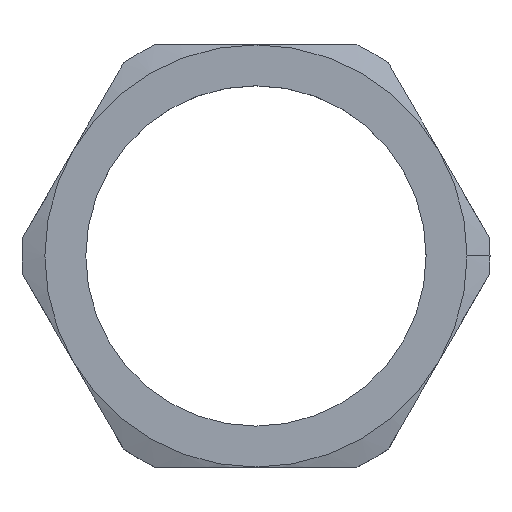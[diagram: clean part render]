
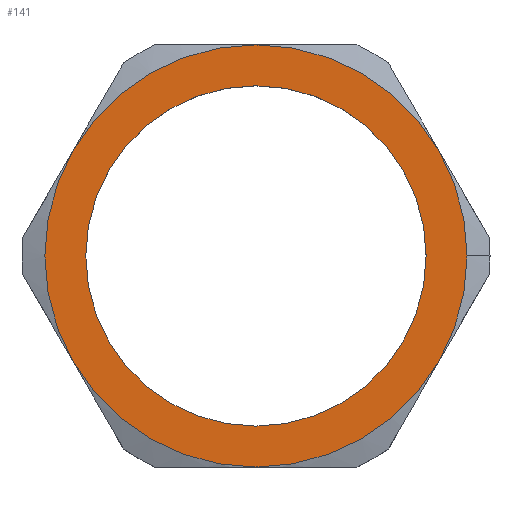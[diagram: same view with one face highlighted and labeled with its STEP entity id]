
A CAD part, top view. The second image highlights one B-rep face of the part: STEP entity #141.
In plain terms, the highlighted planar face has unit normal (0, 0, 1).
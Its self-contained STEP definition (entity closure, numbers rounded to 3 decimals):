
#8 = AXIS2_PLACEMENT_3D ( 'NONE', #804, #773, #780 ) ;
#9 = FACE_OUTER_BOUND ( 'NONE', #430, .T. ) ;
#15 = FACE_BOUND ( 'NONE', #428, .T. ) ;
#30 = AXIS2_PLACEMENT_3D ( 'NONE', #651, #650, #649 ) ;
#37 = AXIS2_PLACEMENT_3D ( 'NONE', #687, #686, #685 ) ;
#41 = AXIS2_PLACEMENT_3D ( 'NONE', #711, #707, #706 ) ;
#43 = AXIS2_PLACEMENT_3D ( 'NONE', #717, #713, #712 ) ;
#46 = AXIS2_PLACEMENT_3D ( 'NONE', #699, #698, #697 ) ;
#47 = AXIS2_PLACEMENT_3D ( 'NONE', #726, #719, #718 ) ;
#57 = AXIS2_PLACEMENT_3D ( 'NONE', #750, #749, #748 ) ;
#63 = AXIS2_PLACEMENT_3D ( 'NONE', #660, #659, #658 ) ;
#75 = AXIS2_PLACEMENT_3D ( 'NONE', #705, #704, #703 ) ;
#141 = ADVANCED_FACE ( 'NONE', ( #15, #9 ), #765, .T. ) ;
#157 = EDGE_CURVE ( 'NONE', #487, #492, #238, .T. ) ;
#165 = EDGE_CURVE ( 'NONE', #492, #495, #239, .T. ) ;
#167 = EDGE_CURVE ( 'NONE', #500, #507, #237, .T. ) ;
#169 = EDGE_CURVE ( 'NONE', #477, #487, #236, .T. ) ;
#170 = EDGE_CURVE ( 'NONE', #506, #477, #235, .T. ) ;
#172 = EDGE_CURVE ( 'NONE', #483, #490, #233, .T. ) ;
#176 = EDGE_CURVE ( 'NONE', #495, #500, #229, .T. ) ;
#184 = EDGE_CURVE ( 'NONE', #507, #506, #224, .T. ) ;
#187 = EDGE_CURVE ( 'NONE', #490, #483, #222, .T. ) ;
#222 = CIRCLE ( 'NONE', #30, 26.2 ) ;
#224 = CIRCLE ( 'NONE', #63, 32.5 ) ;
#229 = CIRCLE ( 'NONE', #37, 32.5 ) ;
#233 = CIRCLE ( 'NONE', #46, 26.2 ) ;
#235 = CIRCLE ( 'NONE', #75, 32.5 ) ;
#236 = CIRCLE ( 'NONE', #41, 32.5 ) ;
#237 = CIRCLE ( 'NONE', #43, 32.5 ) ;
#238 = CIRCLE ( 'NONE', #57, 32.5 ) ;
#239 = CIRCLE ( 'NONE', #47, 32.5 ) ;
#422 = ORIENTED_EDGE ( 'NONE', *, *, #187, .F. ) ;
#423 = ORIENTED_EDGE ( 'NONE', *, *, #165, .T. ) ;
#424 = ORIENTED_EDGE ( 'NONE', *, *, #172, .F. ) ;
#425 = ORIENTED_EDGE ( 'NONE', *, *, #169, .T. ) ;
#428 = EDGE_LOOP ( 'NONE', ( #422, #424 ) ) ;
#430 = EDGE_LOOP ( 'NONE', ( #425, #455, #423, #454, #456, #453, #452 ) ) ;
#452 = ORIENTED_EDGE ( 'NONE', *, *, #170, .T. ) ;
#453 = ORIENTED_EDGE ( 'NONE', *, *, #184, .T. ) ;
#454 = ORIENTED_EDGE ( 'NONE', *, *, #176, .T. ) ;
#455 = ORIENTED_EDGE ( 'NONE', *, *, #157, .T. ) ;
#456 = ORIENTED_EDGE ( 'NONE', *, *, #167, .T. ) ;
#477 = VERTEX_POINT ( 'NONE', #566 ) ;
#483 = VERTEX_POINT ( 'NONE', #560 ) ;
#487 = VERTEX_POINT ( 'NONE', #556 ) ;
#490 = VERTEX_POINT ( 'NONE', #553 ) ;
#492 = VERTEX_POINT ( 'NONE', #551 ) ;
#495 = VERTEX_POINT ( 'NONE', #548 ) ;
#500 = VERTEX_POINT ( 'NONE', #543 ) ;
#506 = VERTEX_POINT ( 'NONE', #537 ) ;
#507 = VERTEX_POINT ( 'NONE', #536 ) ;
#536 = CARTESIAN_POINT ( 'NONE',  ( -28.146, -16.25, 8. ) ) ;
#537 = CARTESIAN_POINT ( 'NONE',  ( 0., -32.5, 8. ) ) ;
#543 = CARTESIAN_POINT ( 'NONE',  ( -28.146, 16.25, 8. ) ) ;
#548 = CARTESIAN_POINT ( 'NONE',  ( 0., 32.5, 8. ) ) ;
#551 = CARTESIAN_POINT ( 'NONE',  ( 28.146, 16.25, 8. ) ) ;
#553 = CARTESIAN_POINT ( 'NONE',  ( -26.2, 0., 8. ) ) ;
#556 = CARTESIAN_POINT ( 'NONE',  ( 32.5, 0., 8. ) ) ;
#560 = CARTESIAN_POINT ( 'NONE',  ( 26.2, 0., 8. ) ) ;
#566 = CARTESIAN_POINT ( 'NONE',  ( 28.146, -16.25, 8. ) ) ;
#649 = DIRECTION ( 'NONE',  ( 1., 0., 0. ) ) ;
#650 = DIRECTION ( 'NONE',  ( 0., 0., 1. ) ) ;
#651 = CARTESIAN_POINT ( 'NONE',  ( 0., 0., 8. ) ) ;
#658 = DIRECTION ( 'NONE',  ( 1., 0., 0. ) ) ;
#659 = DIRECTION ( 'NONE',  ( 0., 0., 1. ) ) ;
#660 = CARTESIAN_POINT ( 'NONE',  ( 0., 0., 8. ) ) ;
#685 = DIRECTION ( 'NONE',  ( 1., 0., 0. ) ) ;
#686 = DIRECTION ( 'NONE',  ( 0., 0., 1. ) ) ;
#687 = CARTESIAN_POINT ( 'NONE',  ( 0., 0., 8. ) ) ;
#697 = DIRECTION ( 'NONE',  ( 1., 0., 0. ) ) ;
#698 = DIRECTION ( 'NONE',  ( 0., 0., 1. ) ) ;
#699 = CARTESIAN_POINT ( 'NONE',  ( 0., 0., 8. ) ) ;
#703 = DIRECTION ( 'NONE',  ( 1., 0., 0. ) ) ;
#704 = DIRECTION ( 'NONE',  ( 0., 0., 1. ) ) ;
#705 = CARTESIAN_POINT ( 'NONE',  ( 0., 0., 8. ) ) ;
#706 = DIRECTION ( 'NONE',  ( 1., 0., 0. ) ) ;
#707 = DIRECTION ( 'NONE',  ( 0., 0., 1. ) ) ;
#711 = CARTESIAN_POINT ( 'NONE',  ( 0., 0., 8. ) ) ;
#712 = DIRECTION ( 'NONE',  ( 1., 0., 0. ) ) ;
#713 = DIRECTION ( 'NONE',  ( 0., 0., 1. ) ) ;
#717 = CARTESIAN_POINT ( 'NONE',  ( 0., 0., 8. ) ) ;
#718 = DIRECTION ( 'NONE',  ( 1., 0., 0. ) ) ;
#719 = DIRECTION ( 'NONE',  ( 0., 0., 1. ) ) ;
#726 = CARTESIAN_POINT ( 'NONE',  ( 0., 0., 8. ) ) ;
#748 = DIRECTION ( 'NONE',  ( 1., 0., 0. ) ) ;
#749 = DIRECTION ( 'NONE',  ( 0., 0., 1. ) ) ;
#750 = CARTESIAN_POINT ( 'NONE',  ( 0., 0., 8. ) ) ;
#765 = PLANE ( 'NONE',  #8 ) ;
#773 = DIRECTION ( 'NONE',  ( 0., 0., 1. ) ) ;
#780 = DIRECTION ( 'NONE',  ( 1., 0., 0. ) ) ;
#804 = CARTESIAN_POINT ( 'NONE',  ( 0., 0., 8. ) ) ;
